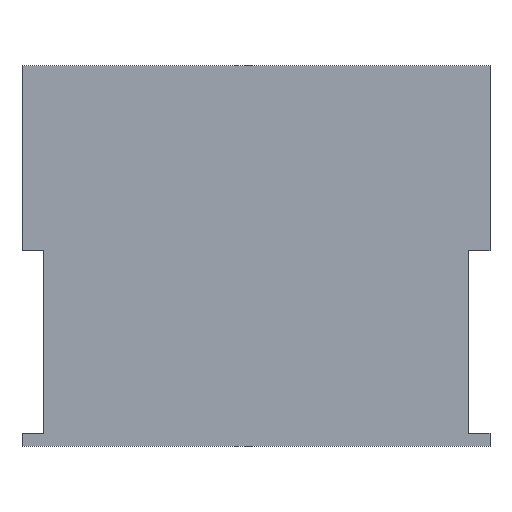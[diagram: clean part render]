
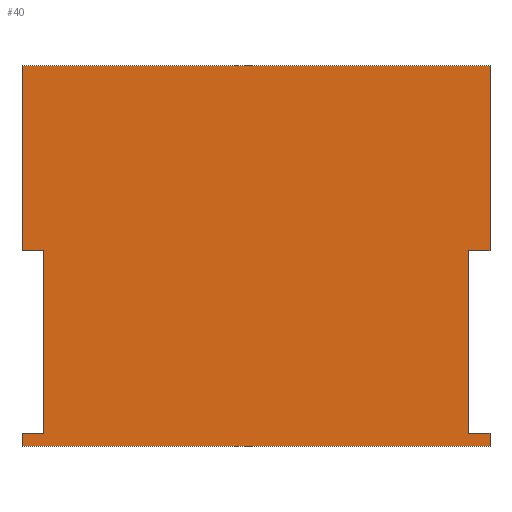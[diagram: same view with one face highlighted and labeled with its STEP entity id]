
A CAD part, top view. The second image highlights one B-rep face of the part: STEP entity #40.
In plain terms, the highlighted planar face has unit normal (0, 0, 1).
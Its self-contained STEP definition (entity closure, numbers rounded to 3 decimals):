
#1 = DIRECTION ( 'NONE',  ( 1., 0., 0. ) ) ;
#5 = ORIENTED_EDGE ( 'NONE', *, *, #212, .T. ) ;
#7 = CARTESIAN_POINT ( 'NONE',  ( -19.5, 1.2, 1. ) ) ;
#11 = VECTOR ( 'NONE', #116, 1000. ) ;
#15 = VERTEX_POINT ( 'NONE', #45 ) ;
#20 = CARTESIAN_POINT ( 'NONE',  ( -21.5, 18., 1. ) ) ;
#21 = EDGE_CURVE ( 'NONE', #220, #256, #265, .T. ) ;
#24 = CARTESIAN_POINT ( 'NONE',  ( 21.5, 1.2, 1. ) ) ;
#26 = LINE ( 'NONE', #117, #349 ) ;
#29 = CARTESIAN_POINT ( 'NONE',  ( 21.5, 1.2, 1. ) ) ;
#40 = ADVANCED_FACE ( 'NONE', ( #293 ), #154, .T. ) ;
#45 = CARTESIAN_POINT ( 'NONE',  ( 21.5, 0., 1. ) ) ;
#52 = EDGE_CURVE ( 'NONE', #162, #156, #192, .T. ) ;
#54 = CARTESIAN_POINT ( 'NONE',  ( 21.5, 18., 1. ) ) ;
#55 = DIRECTION ( 'NONE',  ( 0., 1., 0. ) ) ;
#65 = CARTESIAN_POINT ( 'NONE',  ( -21.5, 0., 1. ) ) ;
#68 = VECTOR ( 'NONE', #287, 1000. ) ;
#69 = VERTEX_POINT ( 'NONE', #24 ) ;
#71 = VECTOR ( 'NONE', #137, 1000. ) ;
#78 = CARTESIAN_POINT ( 'NONE',  ( 21.5, 1.2, 1. ) ) ;
#83 = LINE ( 'NONE', #231, #418 ) ;
#95 = DIRECTION ( 'NONE',  ( 0., -1., 0. ) ) ;
#102 = ORIENTED_EDGE ( 'NONE', *, *, #270, .T. ) ;
#104 = ORIENTED_EDGE ( 'NONE', *, *, #363, .T. ) ;
#110 = LINE ( 'NONE', #78, #11 ) ;
#115 = DIRECTION ( 'NONE',  ( 0., 0., 1. ) ) ;
#116 = DIRECTION ( 'NONE',  ( 0., 1., 0. ) ) ;
#117 = CARTESIAN_POINT ( 'NONE',  ( 0., 0., 1. ) ) ;
#121 = VECTOR ( 'NONE', #151, 1000. ) ;
#130 = CARTESIAN_POINT ( 'NONE',  ( -19.5, 2.4, 1. ) ) ;
#134 = LINE ( 'NONE', #65, #352 ) ;
#137 = DIRECTION ( 'NONE',  ( -1., 0., 0. ) ) ;
#138 = CARTESIAN_POINT ( 'NONE',  ( 19.5, 1.2, 1. ) ) ;
#142 = CARTESIAN_POINT ( 'NONE',  ( 21.5, 35., 1. ) ) ;
#145 = ORIENTED_EDGE ( 'NONE', *, *, #187, .T. ) ;
#151 = DIRECTION ( 'NONE',  ( 0., -1., 0. ) ) ;
#153 = CARTESIAN_POINT ( 'NONE',  ( -19.5, 18., 1. ) ) ;
#154 = PLANE ( 'NONE',  #385 ) ;
#156 = VERTEX_POINT ( 'NONE', #442 ) ;
#157 = DIRECTION ( 'NONE',  ( 1., 0., 0. ) ) ;
#161 = CARTESIAN_POINT ( 'NONE',  ( -21.5, 1.2, 1. ) ) ;
#162 = VERTEX_POINT ( 'NONE', #54 ) ;
#181 = VERTEX_POINT ( 'NONE', #292 ) ;
#187 = EDGE_CURVE ( 'NONE', #15, #69, #110, .T. ) ;
#192 = LINE ( 'NONE', #254, #239 ) ;
#196 = EDGE_CURVE ( 'NONE', #256, #181, #362, .T. ) ;
#197 = ORIENTED_EDGE ( 'NONE', *, *, #21, .T. ) ;
#204 = DIRECTION ( 'NONE',  ( -1., 0., 0. ) ) ;
#205 = VERTEX_POINT ( 'NONE', #401 ) ;
#206 = CARTESIAN_POINT ( 'NONE',  ( 19.5, 18., 1. ) ) ;
#209 = VECTOR ( 'NONE', #1, 1000. ) ;
#212 = EDGE_CURVE ( 'NONE', #428, #407, #83, .T. ) ;
#220 = VERTEX_POINT ( 'NONE', #267 ) ;
#231 = CARTESIAN_POINT ( 'NONE',  ( 19.5, 2.4, 1. ) ) ;
#239 = VECTOR ( 'NONE', #400, 1000. ) ;
#241 = CARTESIAN_POINT ( 'NONE',  ( -19.5, 1.2, 1. ) ) ;
#243 = EDGE_CURVE ( 'NONE', #271, #347, #344, .T. ) ;
#254 = CARTESIAN_POINT ( 'NONE',  ( 21.5, 18., 1. ) ) ;
#256 = VERTEX_POINT ( 'NONE', #336 ) ;
#260 = VECTOR ( 'NONE', #266, 1000. ) ;
#263 = ORIENTED_EDGE ( 'NONE', *, *, #52, .T. ) ;
#265 = LINE ( 'NONE', #20, #121 ) ;
#266 = DIRECTION ( 'NONE',  ( 1., 0., 0. ) ) ;
#267 = CARTESIAN_POINT ( 'NONE',  ( -21.5, 35., 1. ) ) ;
#270 = EDGE_CURVE ( 'NONE', #181, #271, #371, .T. ) ;
#271 = VERTEX_POINT ( 'NONE', #241 ) ;
#273 = EDGE_LOOP ( 'NONE', ( #102, #430, #104, #288, #145, #277, #5, #304, #263, #319, #197, #306 ) ) ;
#277 = ORIENTED_EDGE ( 'NONE', *, *, #397, .T. ) ;
#287 = DIRECTION ( 'NONE',  ( -1., 0., 0. ) ) ;
#288 = ORIENTED_EDGE ( 'NONE', *, *, #377, .T. ) ;
#289 = EDGE_CURVE ( 'NONE', #156, #220, #441, .T. ) ;
#292 = CARTESIAN_POINT ( 'NONE',  ( -19.5, 18., 1. ) ) ;
#293 = FACE_OUTER_BOUND ( 'NONE', #273, .T. ) ;
#295 = DIRECTION ( 'NONE',  ( 1., 0., 0. ) ) ;
#304 = ORIENTED_EDGE ( 'NONE', *, *, #318, .T. ) ;
#306 = ORIENTED_EDGE ( 'NONE', *, *, #196, .T. ) ;
#317 = CARTESIAN_POINT ( 'NONE',  ( 0., 17.5, 1. ) ) ;
#318 = EDGE_CURVE ( 'NONE', #407, #162, #323, .T. ) ;
#319 = ORIENTED_EDGE ( 'NONE', *, *, #289, .T. ) ;
#323 = LINE ( 'NONE', #360, #209 ) ;
#333 = DIRECTION ( 'NONE',  ( 0., -1., 0. ) ) ;
#336 = CARTESIAN_POINT ( 'NONE',  ( -21.5, 18., 1. ) ) ;
#339 = VECTOR ( 'NONE', #95, 1000. ) ;
#344 = LINE ( 'NONE', #7, #71 ) ;
#347 = VERTEX_POINT ( 'NONE', #161 ) ;
#349 = VECTOR ( 'NONE', #157, 1000. ) ;
#352 = VECTOR ( 'NONE', #333, 1000. ) ;
#360 = CARTESIAN_POINT ( 'NONE',  ( 19.5, 18., 1. ) ) ;
#362 = LINE ( 'NONE', #153, #260 ) ;
#363 = EDGE_CURVE ( 'NONE', #347, #205, #134, .T. ) ;
#371 = LINE ( 'NONE', #130, #339 ) ;
#377 = EDGE_CURVE ( 'NONE', #205, #15, #26, .T. ) ;
#385 = AXIS2_PLACEMENT_3D ( 'NONE', #317, #115, #295 ) ;
#386 = VECTOR ( 'NONE', #204, 1000. ) ;
#397 = EDGE_CURVE ( 'NONE', #69, #428, #449, .T. ) ;
#400 = DIRECTION ( 'NONE',  ( 0., 1., 0. ) ) ;
#401 = CARTESIAN_POINT ( 'NONE',  ( -21.5, 0., 1. ) ) ;
#407 = VERTEX_POINT ( 'NONE', #206 ) ;
#418 = VECTOR ( 'NONE', #55, 1000. ) ;
#428 = VERTEX_POINT ( 'NONE', #138 ) ;
#430 = ORIENTED_EDGE ( 'NONE', *, *, #243, .T. ) ;
#441 = LINE ( 'NONE', #142, #68 ) ;
#442 = CARTESIAN_POINT ( 'NONE',  ( 21.5, 35., 1. ) ) ;
#449 = LINE ( 'NONE', #29, #386 ) ;
